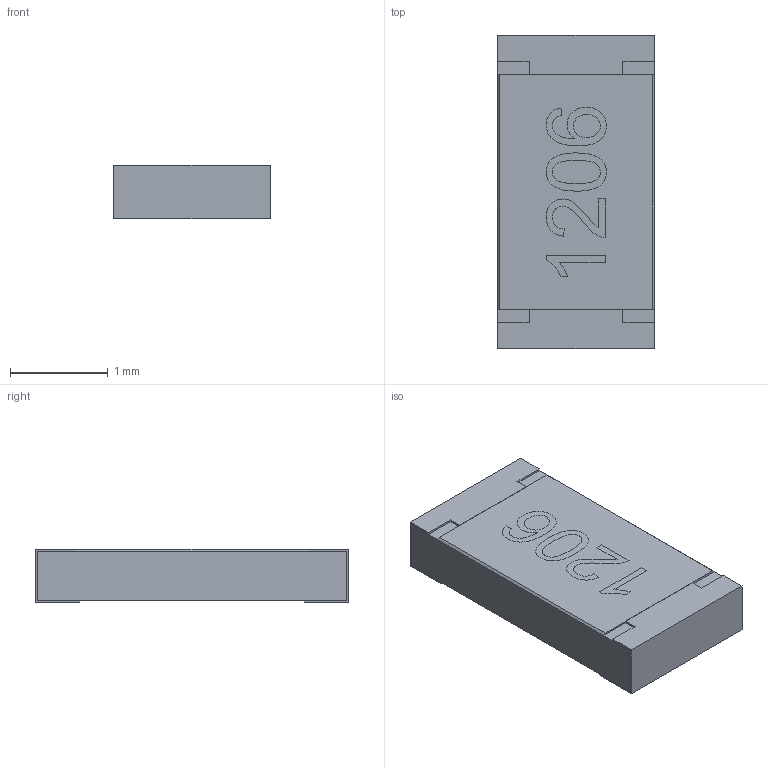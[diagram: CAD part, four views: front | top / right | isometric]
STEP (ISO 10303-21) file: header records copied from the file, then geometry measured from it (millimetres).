
FILE_DESCRIPTION(('FreeCAD Model'),'2;1');
FILE_NAME('Open CASCADE Shape Model','2025-06-24T16:25:46',(''),(''), 'Open CASCADE STEP processor 7.8','FreeCAD','Unknown');
FILE_SCHEMA(('AUTOMOTIVE_DESIGN { 1 0 10303 214 1 1 1 1 }'));
Length unit declared in the file: millimetre
Products named in the file (5): Unnamed; PAD; INTERNAL BODY; EXTERNAL BODY; ShapeString
Assembly tree (4 placements, depth 2):
  Unnamed
    PAD
    INTERNAL BODY
    EXTERNAL BODY
    ShapeString
Bounding box: 1.6 x 3.2 x 0.55 mm (x, y, z)
Volume: 2.7 mm3; surface area: 31.7 mm2
Topology: 4 solids, 8 shells, 46 faces, 181 edges, 147 vertices
Faces by surface type: plane 46
Entity records: 2039 total; most frequent: CARTESIAN_POINT 517, ORIENTED_EDGE 283, DIRECTION 214, EDGE_CURVE 181, VERTEX_POINT 147, LINE 112, VECTOR 112, B_SPLINE_CURVE_WITH_KNOTS 69
